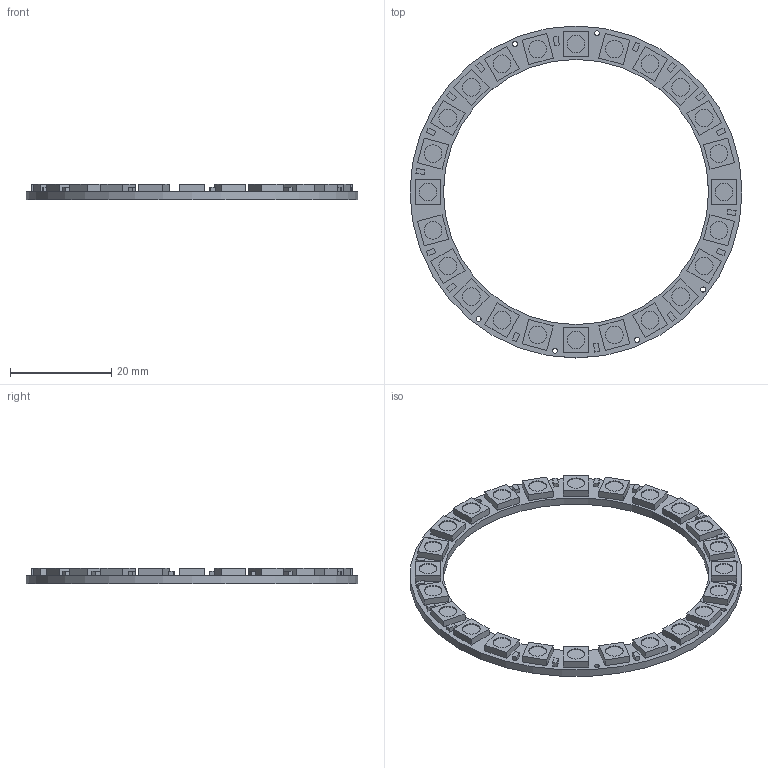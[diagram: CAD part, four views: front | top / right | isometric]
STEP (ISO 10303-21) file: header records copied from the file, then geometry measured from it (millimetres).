
FILE_DESCRIPTION(/* description */ (''),/* implementation_level */ '2;1');
FILE_NAME(/* name */ '24x NeoPixel Ring 1586.step',/* time_stamp */ '2018-09-03T10:49:59-04:00',/* author */ ('Adafruit'),/* organization */ (''),/* preprocessor_version */ 'ST-DEVELOPER v17.2',/* originating_system */ 'Autodesk Translation Framework v7.6.0.251',/* authorisation */ '');
FILE_SCHEMA (('AUTOMOTIVE_DESIGN { 1 0 10303 214 3 1 1 }'));
Length unit declared in the file: millimetre
Products named in the file (9): Adafruit NeoPixel Ring 24 B; PCB Component; Board; WS2812B5050; C0603; 1X01-CLEANBIG; FIDUCIAL""; ADAFRUIT_5MM; 0603-NO
Assembly tree (51 placements, depth 3):
  Adafruit NeoPixel Ring 24 B
    PCB Component
      Board
      WS2812B5050  x24
      C0603  x15
      1X01-CLEANBIG  x6
      FIDUCIAL""  x2
      ADAFRUIT_5MM
      0603-NO
Bounding box: 65.53 x 65.53 x 2.97 mm (x, y, z)
Volume: 2705.5 mm3; surface area: 5240.5 mm2
Topology: 41 solids, 41 shells, 369 faces, 791 edges, 528 vertices
Faces by surface type: plane 266, cylinder 103
Full cylindrical faces by diameter (mm): 0.5 x71, 1 x6, 3.5 x24, 52.324 x1, 65.532 x1
Entity records: 4362 total; most frequent: DIRECTION 762, CARTESIAN_POINT 625, ORIENTED_EDGE 556, AXIS2_PLACEMENT_3D 323, EDGE_CURVE 278, EDGE_LOOP 258, VERTEX_POINT 186, CIRCLE 162
